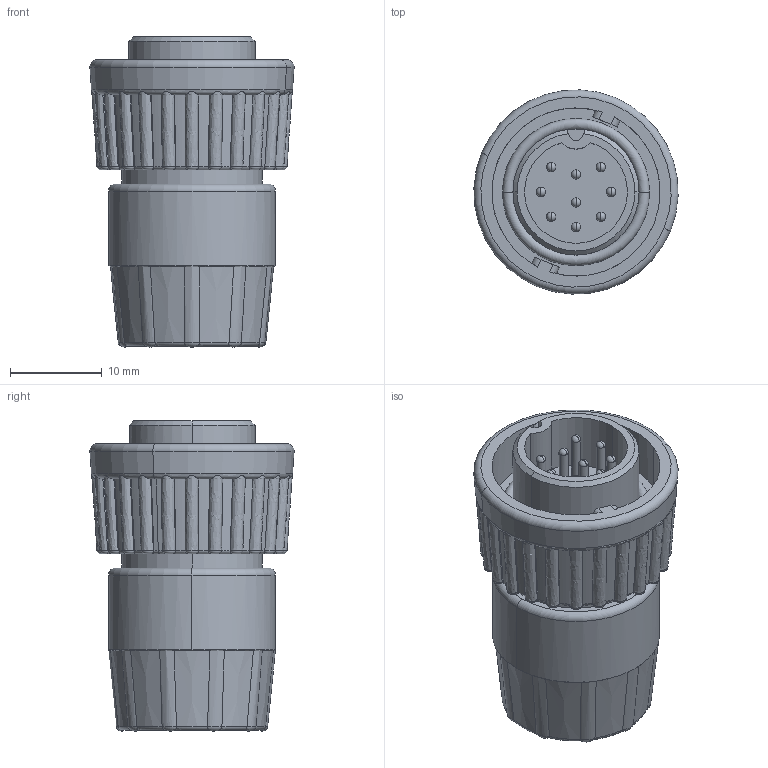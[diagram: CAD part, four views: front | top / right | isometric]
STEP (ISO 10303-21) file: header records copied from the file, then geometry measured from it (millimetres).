
FILE_DESCRIPTION (( 'STEP AP203' ), '1' );
FILE_NAME ('3280-9PG-330.STEP', '2013-08-09T19:12:13', ( 'J0FPBF1' ), ( '' ), 'SwSTEP 2.0', 'SolidWorks 2012', '' );
FILE_SCHEMA (( 'CONFIG_CONTROL_DESIGN' ));
Length unit declared in the file: inch
Products named in the file (1): 3280-9PG-330
Bounding box: 22.2 x 22.2 x 33.72 mm (x, y, z)
Volume: 7478.7 mm3; surface area: 4000.4 mm2
Topology: 1 solids, 1 shells, 311 faces, 842 edges, 550 vertices
Faces by surface type: bspline 82, torus 75, plane 53, cylinder 42, cone 41, sphere 18
Entity records: 13466 total; most frequent: CARTESIAN_POINT 6482, ORIENTED_EDGE 1684, DIRECTION 1159, EDGE_CURVE 842, VERTEX_POINT 550, AXIS2_PLACEMENT_3D 531, B_SPLINE_CURVE_WITH_KNOTS 444, EDGE_LOOP 328
